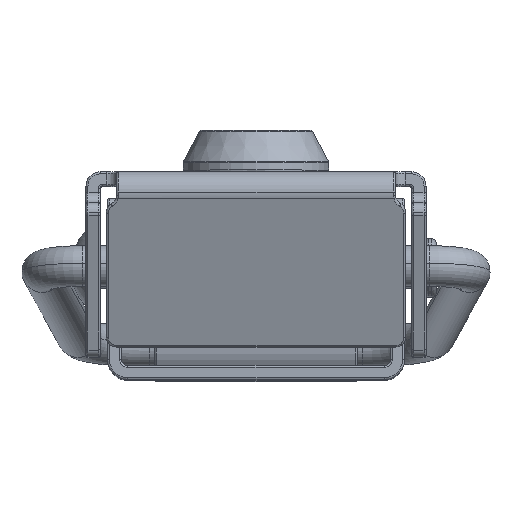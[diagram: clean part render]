
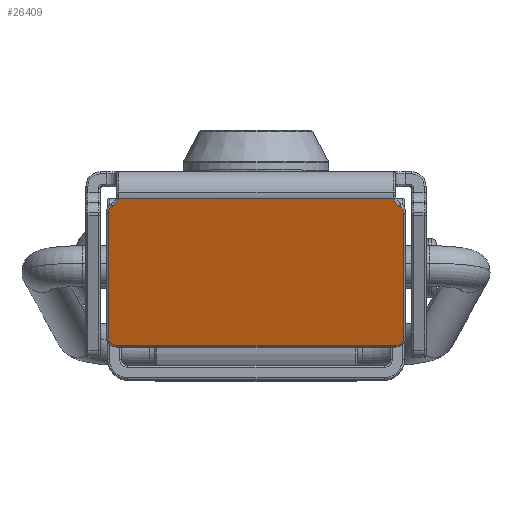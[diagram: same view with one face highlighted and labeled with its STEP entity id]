
A CAD part, top view. The second image highlights one B-rep face of the part: STEP entity #26409.
In plain terms, the highlighted face is planar.
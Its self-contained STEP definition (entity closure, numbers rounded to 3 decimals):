
#578 = VERTEX_POINT ( 'NONE', #13990 ) ;
#1015 = ORIENTED_EDGE ( 'NONE', *, *, #25066, .T. ) ;
#1432 = CARTESIAN_POINT ( 'NONE',  ( -13.531, 6.5, -24.658 ) ) ;
#2343 = CARTESIAN_POINT ( 'NONE',  ( 14.5, -7.629, -20.213 ) ) ;
#2475 = CARTESIAN_POINT ( 'NONE',  ( -13.7, -7.96, -20.109 ) ) ;
#2569 = DIRECTION ( 'NONE',  ( 0., -0.954, 0.3 ) ) ;
#2845 = VERTEX_POINT ( 'NONE', #21277 ) ;
#2991 =( BOUNDED_CURVE ( )  B_SPLINE_CURVE ( 3, ( #10531, #2343, #12268, #24802 ),
 .UNSPECIFIED., .F., .F. ) 
 B_SPLINE_CURVE_WITH_KNOTS ( ( 4, 4 ),
 ( 1.571, 3.142 ),
 .UNSPECIFIED. ) 
 CURVE ( )  GEOMETRIC_REPRESENTATION_ITEM ( )  RATIONAL_B_SPLINE_CURVE ( ( 1., 0.805, 0.805, 1. ) ) 
 REPRESENTATION_ITEM ( '' )  );
#3058 = ORIENTED_EDGE ( 'NONE', *, *, #21918, .T. ) ;
#3484 = VECTOR ( 'NONE', #22297, 1000. ) ;
#3798 = CARTESIAN_POINT ( 'NONE',  ( 14.1, 5.733, -24.417 ) ) ;
#3827 = FACE_OUTER_BOUND ( 'NONE', #16714, .T. ) ;
#3925 = CARTESIAN_POINT ( 'NONE',  ( -13.7, -7.96, -20.109 ) ) ;
#4115 = EDGE_CURVE ( 'NONE', #23925, #26532, #15024, .T. ) ;
#5128 = CARTESIAN_POINT ( 'NONE',  ( -16.7, 6.5, -24.658 ) ) ;
#5194 = DIRECTION ( 'NONE',  ( 0., -0.3, -0.954 ) ) ;
#5888 = ORIENTED_EDGE ( 'NONE', *, *, #13764, .T. ) ;
#6423 = CARTESIAN_POINT ( 'NONE',  ( -14.5, -7.629, -20.213 ) ) ;
#6707 = CARTESIAN_POINT ( 'NONE',  ( 13.531, 6.5, -24.658 ) ) ;
#6735 = ORIENTED_EDGE ( 'NONE', *, *, #24522, .T. ) ;
#7739 = CARTESIAN_POINT ( 'NONE',  ( -14.5, 5.333, -24.291 ) ) ;
#8160 = AXIS2_PLACEMENT_3D ( 'NONE', #21756, #5194, #9351 ) ;
#8241 = ORIENTED_EDGE ( 'NONE', *, *, #4115, .T. ) ;
#8379 = VECTOR ( 'NONE', #20139, 1000. ) ;
#8679 = CARTESIAN_POINT ( 'NONE',  ( 14.5, 5.333, -24.291 ) ) ;
#8702 = EDGE_CURVE ( 'NONE', #23411, #23925, #9498, .T. ) ;
#8807 = CARTESIAN_POINT ( 'NONE',  ( -13.531, 6.5, -24.658 ) ) ;
#8838 = VECTOR ( 'NONE', #14712, 1000. ) ;
#9028 = LINE ( 'NONE', #5128, #8379 ) ;
#9351 = DIRECTION ( 'NONE',  ( 0., 0.954, -0.3 ) ) ;
#9446 = CARTESIAN_POINT ( 'NONE',  ( -13.608, 6.172, -24.555 ) ) ;
#9498 = LINE ( 'NONE', #10879, #8838 ) ;
#9725 = ORIENTED_EDGE ( 'NONE', *, *, #19087, .T. ) ;
#9894 = ORIENTED_EDGE ( 'NONE', *, *, #12870, .T. ) ;
#10531 = CARTESIAN_POINT ( 'NONE',  ( 14.5, -7.16, -20.36 ) ) ;
#10879 = CARTESIAN_POINT ( 'NONE',  ( -14.5, 5.1, -24.217 ) ) ;
#11928 = CARTESIAN_POINT ( 'NONE',  ( 13.608, 6.172, -24.555 ) ) ;
#12101 = ORIENTED_EDGE ( 'NONE', *, *, #25478, .T. ) ;
#12268 = CARTESIAN_POINT ( 'NONE',  ( 14.169, -7.96, -20.109 ) ) ;
#12684 = CARTESIAN_POINT ( 'NONE',  ( -14.169, -7.96, -20.109 ) ) ;
#12838 = LINE ( 'NONE', #24453, #3484 ) ;
#12870 = EDGE_CURVE ( 'NONE', #13568, #578, #18669, .T. ) ;
#12998 =( BOUNDED_CURVE ( )  B_SPLINE_CURVE ( 3, ( #21082, #15322, #8679, #23415 ),
 .UNSPECIFIED., .F., .F. ) 
 B_SPLINE_CURVE_WITH_KNOTS ( ( 4, 4 ),
 ( 3.665, 4.712 ),
 .UNSPECIFIED. ) 
 CURVE ( )  GEOMETRIC_REPRESENTATION_ITEM ( )  RATIONAL_B_SPLINE_CURVE ( ( 1., 0.911, 0.911, 1. ) ) 
 REPRESENTATION_ITEM ( '' )  );
#13393 = CARTESIAN_POINT ( 'NONE',  ( 14.1, 5.733, -24.417 ) ) ;
#13568 = VERTEX_POINT ( 'NONE', #25634 ) ;
#13710 = CARTESIAN_POINT ( 'NONE',  ( -14.1, 5.733, -24.417 ) ) ;
#13764 = EDGE_CURVE ( 'NONE', #2845, #16684, #12838, .T. ) ;
#13830 =( BOUNDED_CURVE ( )  B_SPLINE_CURVE ( 3, ( #24291, #11928, #16098, #3798 ),
 .UNSPECIFIED., .F., .F. ) 
 B_SPLINE_CURVE_WITH_KNOTS ( ( 4, 4 ),
 ( 4.941, 5.76 ),
 .UNSPECIFIED. ) 
 CURVE ( )  GEOMETRIC_REPRESENTATION_ITEM ( )  RATIONAL_B_SPLINE_CURVE ( ( 1., 0.945, 0.945, 1. ) ) 
 REPRESENTATION_ITEM ( '' )  );
#13990 = CARTESIAN_POINT ( 'NONE',  ( 14.5, -7.16, -20.36 ) ) ;
#14712 = DIRECTION ( 'NONE',  ( 0., 0.954, -0.3 ) ) ;
#14960 = CARTESIAN_POINT ( 'NONE',  ( 14.5, -7.1, -20.379 ) ) ;
#15024 =( BOUNDED_CURVE ( )  B_SPLINE_CURVE ( 3, ( #26231, #7739, #17983, #18064 ),
 .UNSPECIFIED., .F., .F. ) 
 B_SPLINE_CURVE_WITH_KNOTS ( ( 4, 4 ),
 ( 4.712, 5.76 ),
 .UNSPECIFIED. ) 
 CURVE ( )  GEOMETRIC_REPRESENTATION_ITEM ( )  RATIONAL_B_SPLINE_CURVE ( ( 1., 0.911, 0.911, 1. ) ) 
 REPRESENTATION_ITEM ( '' )  );
#15322 = CARTESIAN_POINT ( 'NONE',  ( 14.354, 5.586, -24.37 ) ) ;
#15538 = CARTESIAN_POINT ( 'NONE',  ( -14.1, 5.733, -24.417 ) ) ;
#15880 = CARTESIAN_POINT ( 'NONE',  ( -14.5, -7.16, -20.36 ) ) ;
#16098 = CARTESIAN_POINT ( 'NONE',  ( 13.808, 5.901, -24.469 ) ) ;
#16684 = VERTEX_POINT ( 'NONE', #2475 ) ;
#16714 = EDGE_LOOP ( 'NONE', ( #8241, #1015, #3058, #6735, #12101, #9894, #20376, #5888, #9725, #23646 ) ) ;
#17983 = CARTESIAN_POINT ( 'NONE',  ( -14.354, 5.586, -24.37 ) ) ;
#18064 = CARTESIAN_POINT ( 'NONE',  ( -14.1, 5.733, -24.417 ) ) ;
#18537 = EDGE_CURVE ( 'NONE', #578, #2845, #2991, .T. ) ;
#18669 = LINE ( 'NONE', #14960, #20608 ) ;
#19087 = EDGE_CURVE ( 'NONE', #16684, #23411, #19985, .T. ) ;
#19985 =( BOUNDED_CURVE ( )  B_SPLINE_CURVE ( 3, ( #3925, #12684, #6423, #24855 ),
 .UNSPECIFIED., .F., .F. ) 
 B_SPLINE_CURVE_WITH_KNOTS ( ( 4, 4 ),
 ( 0., 1.571 ),
 .UNSPECIFIED. ) 
 CURVE ( )  GEOMETRIC_REPRESENTATION_ITEM ( )  RATIONAL_B_SPLINE_CURVE ( ( 1., 0.805, 0.805, 1. ) ) 
 REPRESENTATION_ITEM ( '' )  );
#20139 = DIRECTION ( 'NONE',  ( 1., 0., 0. ) ) ;
#20358 = VERTEX_POINT ( 'NONE', #13393 ) ;
#20376 = ORIENTED_EDGE ( 'NONE', *, *, #18537, .T. ) ;
#20608 = VECTOR ( 'NONE', #2569, 1000. ) ;
#21082 = CARTESIAN_POINT ( 'NONE',  ( 14.1, 5.733, -24.417 ) ) ;
#21277 = CARTESIAN_POINT ( 'NONE',  ( 13.7, -7.96, -20.109 ) ) ;
#21756 = CARTESIAN_POINT ( 'NONE',  ( -16.7, -6.473, -20.576 ) ) ;
#21918 = EDGE_CURVE ( 'NONE', #24664, #23643, #9028, .T. ) ;
#22003 = CARTESIAN_POINT ( 'NONE',  ( -13.808, 5.901, -24.469 ) ) ;
#22297 = DIRECTION ( 'NONE',  ( -1., 0., 0. ) ) ;
#22586 =( BOUNDED_CURVE ( )  B_SPLINE_CURVE ( 3, ( #13710, #22003, #9446, #1432 ),
 .UNSPECIFIED., .F., .F. ) 
 B_SPLINE_CURVE_WITH_KNOTS ( ( 4, 4 ),
 ( 3.665, 4.484 ),
 .UNSPECIFIED. ) 
 CURVE ( )  GEOMETRIC_REPRESENTATION_ITEM ( )  RATIONAL_B_SPLINE_CURVE ( ( 1., 0.945, 0.945, 1. ) ) 
 REPRESENTATION_ITEM ( '' )  );
#23411 = VERTEX_POINT ( 'NONE', #15880 ) ;
#23415 = CARTESIAN_POINT ( 'NONE',  ( 14.5, 5.04, -24.199 ) ) ;
#23643 = VERTEX_POINT ( 'NONE', #6707 ) ;
#23646 = ORIENTED_EDGE ( 'NONE', *, *, #8702, .T. ) ;
#23925 = VERTEX_POINT ( 'NONE', #26097 ) ;
#23985 = PLANE ( 'NONE',  #8160 ) ;
#24291 = CARTESIAN_POINT ( 'NONE',  ( 13.531, 6.5, -24.658 ) ) ;
#24453 = CARTESIAN_POINT ( 'NONE',  ( -16.7, -7.96, -20.109 ) ) ;
#24522 = EDGE_CURVE ( 'NONE', #23643, #20358, #13830, .T. ) ;
#24664 = VERTEX_POINT ( 'NONE', #8807 ) ;
#24802 = CARTESIAN_POINT ( 'NONE',  ( 13.7, -7.96, -20.109 ) ) ;
#24855 = CARTESIAN_POINT ( 'NONE',  ( -14.5, -7.16, -20.36 ) ) ;
#25066 = EDGE_CURVE ( 'NONE', #26532, #24664, #22586, .T. ) ;
#25478 = EDGE_CURVE ( 'NONE', #20358, #13568, #12998, .T. ) ;
#25634 = CARTESIAN_POINT ( 'NONE',  ( 14.5, 5.04, -24.199 ) ) ;
#26097 = CARTESIAN_POINT ( 'NONE',  ( -14.5, 5.04, -24.199 ) ) ;
#26231 = CARTESIAN_POINT ( 'NONE',  ( -14.5, 5.04, -24.199 ) ) ;
#26409 = ADVANCED_FACE ( 'NONE', ( #3827 ), #23985, .T. ) ;
#26532 = VERTEX_POINT ( 'NONE', #15538 ) ;
